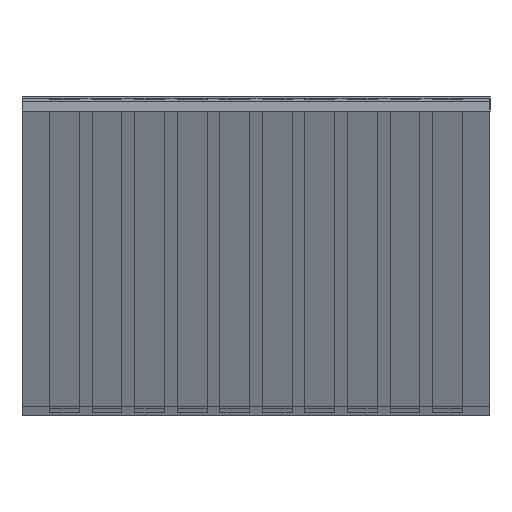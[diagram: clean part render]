
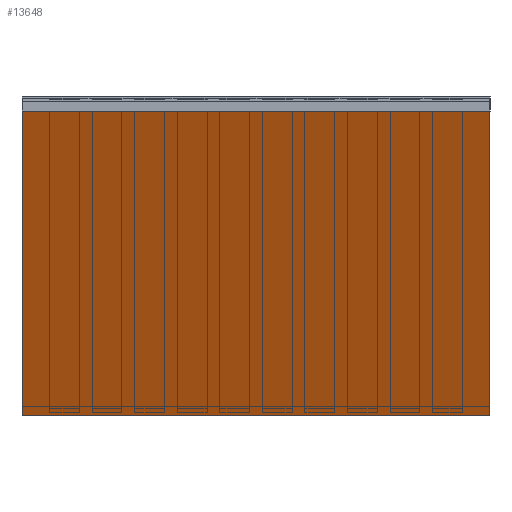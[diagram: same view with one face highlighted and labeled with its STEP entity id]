
A CAD part, left-side view. The second image highlights one B-rep face of the part: STEP entity #13648.
In plain terms, the highlighted planar face has unit normal (-0.911, 0, -0.412).
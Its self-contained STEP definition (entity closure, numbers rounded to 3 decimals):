
#391=ORIENTED_EDGE('',*,*,#3347,.T.);
#392=ORIENTED_EDGE('',*,*,#3335,.F.);
#393=ORIENTED_EDGE('',*,*,#3348,.F.);
#394=ORIENTED_EDGE('',*,*,#3344,.T.);
#3335=EDGE_CURVE('',#4792,#4791,#5829,.T.);
#3344=EDGE_CURVE('',#4799,#4798,#5837,.T.);
#3347=EDGE_CURVE('',#4798,#4791,#5839,.T.);
#3348=EDGE_CURVE('',#4799,#4792,#5840,.T.);
#4791=VERTEX_POINT('',#17485);
#4792=VERTEX_POINT('',#17487);
#4798=VERTEX_POINT('',#17510);
#4799=VERTEX_POINT('',#17512);
#5829=LINE('',#17488,#7317);
#5837=LINE('',#17511,#7325);
#5839=LINE('',#17520,#7327);
#5840=LINE('',#17521,#7328);
#7317=VECTOR('',#14880,1000.);
#7325=VECTOR('',#14898,1000.);
#7327=VECTOR('',#14902,1000.);
#7328=VECTOR('',#14903,1000.);
#8645=EDGE_LOOP('',(#391,#392,#393,#394));
#9145=FACE_BOUND('',#8645,.T.);
#9645=PLANE('',#14155);
#13648=ADVANCED_FACE('',(#9145),#9645,.F.);
#14155=AXIS2_PLACEMENT_3D('',#17519,#14900,#14901);
#14880=DIRECTION('',(0.,-1.,0.));
#14898=DIRECTION('',(0.,-1.,0.));
#14900=DIRECTION('',(0.911,0.,0.412));
#14901=DIRECTION('',(0.412,0.,-0.911));
#14902=DIRECTION('',(-0.412,0.,0.911));
#14903=DIRECTION('',(-0.412,0.,0.911));
#17485=CARTESIAN_POINT('',(35.04,0.,-0.167));
#17487=CARTESIAN_POINT('',(35.04,11.,-0.167));
#17488=CARTESIAN_POINT('',(35.04,11.,-0.167));
#17510=CARTESIAN_POINT('',(38.337,0.,-7.457));
#17511=CARTESIAN_POINT('',(38.337,11.,-7.457));
#17512=CARTESIAN_POINT('',(38.337,11.,-7.457));
#17519=CARTESIAN_POINT('',(35.04,11.,-0.167));
#17520=CARTESIAN_POINT('',(35.04,0.,-0.167));
#17521=CARTESIAN_POINT('',(35.04,11.,-0.167));
